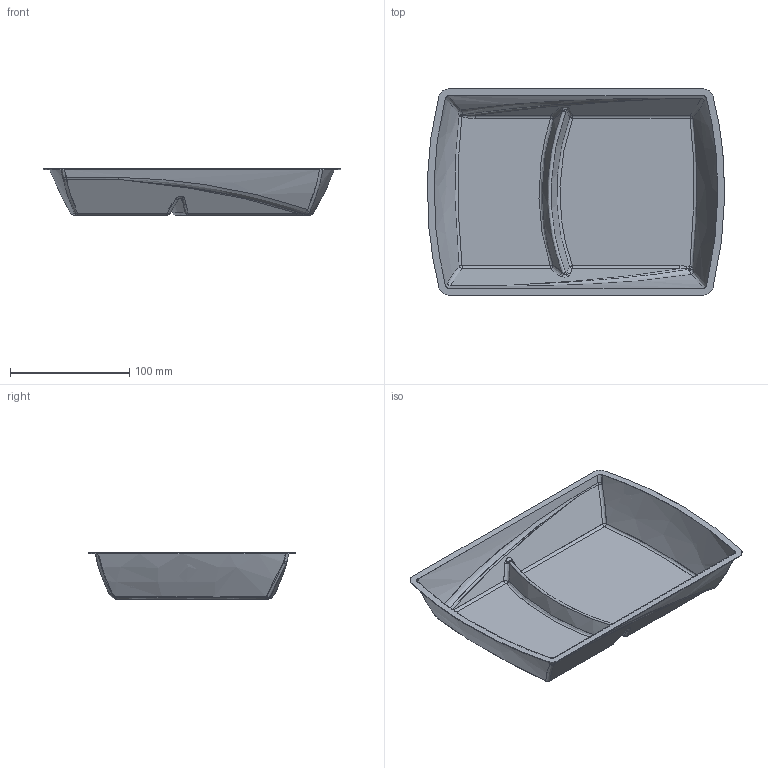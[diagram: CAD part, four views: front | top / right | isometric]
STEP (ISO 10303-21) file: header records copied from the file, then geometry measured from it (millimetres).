
FILE_DESCRIPTION (( 'STEP AP214' ), '1' );
FILE_NAME ('derniere_barquette_compartimentee5.STEP', '2013-07-31T10:23:44', ( 'Matthieu' ), ( '' ), 'SwSTEP 2.0', 'SolidWorks 2013', '' );
FILE_SCHEMA (( 'AUTOMOTIVE_DESIGN' ));
Length unit declared in the file: millimetre
Products named in the file (1): derniere_barquette_compartimentee5
Bounding box: 249.87 x 173.03 x 38.88 mm (x, y, z)
Volume: 38283.8 mm3; surface area: 124376.5 mm2
Topology: 1 solids, 1 shells, 142 faces, 320 edges, 181 vertices
Faces by surface type: bspline 87, cylinder 21, sphere 20, plane 14
Entity records: 7519 total; most frequent: CARTESIAN_POINT 4979, ORIENTED_EDGE 638, DIRECTION 357, EDGE_CURVE 319, VERTEX_POINT 181, B_SPLINE_CURVE_WITH_KNOTS 165, AXIS2_PLACEMENT_3D 159, EDGE_LOOP 144
